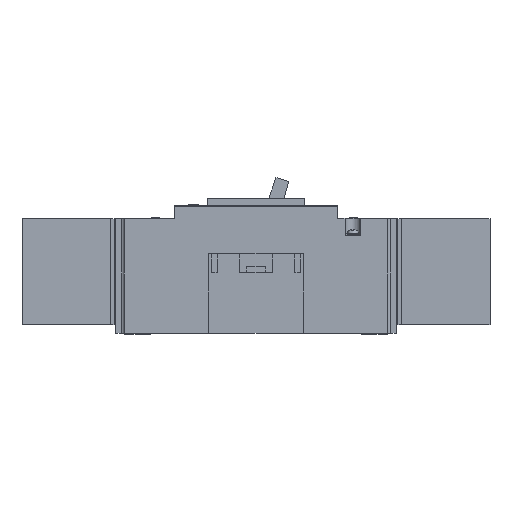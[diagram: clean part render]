
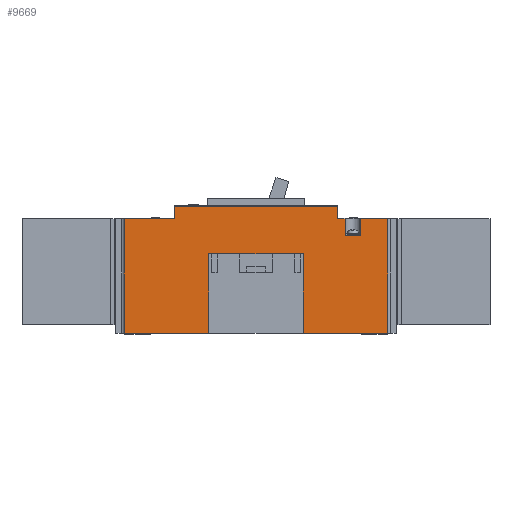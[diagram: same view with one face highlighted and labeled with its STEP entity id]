
A CAD part, top view. The second image highlights one B-rep face of the part: STEP entity #9669.
In plain terms, the highlighted planar face has unit normal (0, 0, 1).
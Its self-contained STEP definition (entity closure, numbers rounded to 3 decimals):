
#1497 = DIRECTION ( 'NONE',  ( 1., 0., 0. ) ) ;
#1937 = VERTEX_POINT ( 'NONE', #35943 ) ;
#2479 = ORIENTED_EDGE ( 'NONE', *, *, #14615, .T. ) ;
#3324 = CARTESIAN_POINT ( 'NONE',  ( 47.55, 52.1, 46. ) ) ;
#3356 = EDGE_CURVE ( 'NONE', #6057, #24230, #7539, .T. ) ;
#3590 = LINE ( 'NONE', #17088, #35210 ) ;
#3709 = DIRECTION ( 'NONE',  ( 0., -1., 0. ) ) ;
#4150 = ORIENTED_EDGE ( 'NONE', *, *, #30309, .T. ) ;
#4836 = VECTOR ( 'NONE', #17730, 1000. ) ;
#5147 = CARTESIAN_POINT ( 'NONE',  ( 43.55, 68., 46. ) ) ;
#5672 = AXIS2_PLACEMENT_3D ( 'NONE', #23472, #31787, #1497 ) ;
#6057 = VERTEX_POINT ( 'NONE', #21172 ) ;
#6156 = DIRECTION ( 'NONE',  ( 1., 0., 0. ) ) ;
#6361 = EDGE_CURVE ( 'NONE', #16282, #6057, #9313, .T. ) ;
#6553 = CARTESIAN_POINT ( 'NONE',  ( 43.75, 61.1, 46. ) ) ;
#6571 = ORIENTED_EDGE ( 'NONE', *, *, #31923, .T. ) ;
#6919 = CARTESIAN_POINT ( 'NONE',  ( 47.55, 61.3, 46. ) ) ;
#6943 = ORIENTED_EDGE ( 'NONE', *, *, #26057, .T. ) ;
#6978 = ORIENTED_EDGE ( 'NONE', *, *, #15130, .T. ) ;
#7425 = DIRECTION ( 'NONE',  ( 1., 0., 0. ) ) ;
#7539 = LINE ( 'NONE', #18442, #22022 ) ;
#7751 = VECTOR ( 'NONE', #19176, 1000. ) ;
#8029 = VERTEX_POINT ( 'NONE', #22188 ) ;
#8066 = CARTESIAN_POINT ( 'NONE',  ( 43.55, 67.8, 46. ) ) ;
#8252 = ORIENTED_EDGE ( 'NONE', *, *, #34272, .T. ) ;
#8284 = CARTESIAN_POINT ( 'NONE',  ( -43.55, 67.8, 46. ) ) ;
#8690 = VERTEX_POINT ( 'NONE', #21253 ) ;
#8885 = EDGE_CURVE ( 'NONE', #1937, #22100, #24927, .T. ) ;
#9313 = LINE ( 'NONE', #20563, #30703 ) ;
#9342 = DIRECTION ( 'NONE',  ( -1., 0., 0. ) ) ;
#9669 = ADVANCED_FACE ( 'NONE', ( #12223 ), #20528, .T. ) ;
#10172 = CARTESIAN_POINT ( 'NONE',  ( -70.4, -5.385, 46. ) ) ;
#10249 = LINE ( 'NONE', #18899, #18650 ) ;
#10871 = CARTESIAN_POINT ( 'NONE',  ( -25.2, 42.4, 46. ) ) ;
#10966 = EDGE_CURVE ( 'NONE', #30908, #21005, #36171, .T. ) ;
#10977 = DIRECTION ( 'NONE',  ( 0., -1., 0. ) ) ;
#11031 = LINE ( 'NONE', #10172, #17555 ) ;
#11991 = VERTEX_POINT ( 'NONE', #32621 ) ;
#12223 = FACE_OUTER_BOUND ( 'NONE', #23829, .T. ) ;
#12554 = VECTOR ( 'NONE', #10977, 1000. ) ;
#13112 = VECTOR ( 'NONE', #3709, 1000. ) ;
#13717 = CARTESIAN_POINT ( 'NONE',  ( -25.2, 0., 46. ) ) ;
#14350 = LINE ( 'NONE', #6553, #19893 ) ;
#14615 = EDGE_CURVE ( 'NONE', #17850, #21792, #14662, .T. ) ;
#14662 = LINE ( 'NONE', #17591, #15443 ) ;
#14910 = DIRECTION ( 'NONE',  ( 0., 1., 0. ) ) ;
#14923 = VECTOR ( 'NONE', #16091, 1000. ) ;
#15068 = DIRECTION ( 'NONE',  ( -1., 0., 0. ) ) ;
#15130 = EDGE_CURVE ( 'NONE', #27901, #25387, #29008, .T. ) ;
#15443 = VECTOR ( 'NONE', #6156, 1000. ) ;
#15618 = ORIENTED_EDGE ( 'NONE', *, *, #8885, .T. ) ;
#15679 = DIRECTION ( 'NONE',  ( -1., 0., 0. ) ) ;
#16091 = DIRECTION ( 'NONE',  ( 0., 1., 0. ) ) ;
#16282 = VERTEX_POINT ( 'NONE', #19224 ) ;
#16460 = LINE ( 'NONE', #6919, #21899 ) ;
#17088 = CARTESIAN_POINT ( 'NONE',  ( 55.75, 61.1, 46. ) ) ;
#17555 = VECTOR ( 'NONE', #21603, 1000. ) ;
#17591 = CARTESIAN_POINT ( 'NONE',  ( -75., 0., 46. ) ) ;
#17730 = DIRECTION ( 'NONE',  ( -1., 0., 0. ) ) ;
#17850 = VERTEX_POINT ( 'NONE', #36562 ) ;
#17950 = VECTOR ( 'NONE', #14910, 1000. ) ;
#18080 = ORIENTED_EDGE ( 'NONE', *, *, #25324, .T. ) ;
#18442 = CARTESIAN_POINT ( 'NONE',  ( 0., 52.1, 46. ) ) ;
#18559 = EDGE_CURVE ( 'NONE', #8690, #30908, #10249, .T. ) ;
#18650 = VECTOR ( 'NONE', #21489, 1000. ) ;
#18899 = CARTESIAN_POINT ( 'NONE',  ( 25.2, 0., 46. ) ) ;
#19176 = DIRECTION ( 'NONE',  ( -1., 0., 0. ) ) ;
#19224 = CARTESIAN_POINT ( 'NONE',  ( 55.95, 61.1, 46. ) ) ;
#19241 = DIRECTION ( 'NONE',  ( -1., 0., 0. ) ) ;
#19893 = VECTOR ( 'NONE', #15068, 1000. ) ;
#20514 = CARTESIAN_POINT ( 'NONE',  ( -43.75, 67.8, 46. ) ) ;
#20528 = PLANE ( 'NONE',  #5672 ) ;
#20563 = CARTESIAN_POINT ( 'NONE',  ( 55.95, 52.3, 46. ) ) ;
#20717 = CARTESIAN_POINT ( 'NONE',  ( -75., 0., 46. ) ) ;
#20765 = ORIENTED_EDGE ( 'NONE', *, *, #18559, .F. ) ;
#21005 = VERTEX_POINT ( 'NONE', #35462 ) ;
#21172 = CARTESIAN_POINT ( 'NONE',  ( 55.95, 52.1, 46. ) ) ;
#21253 = CARTESIAN_POINT ( 'NONE',  ( 25.2, 0., 46. ) ) ;
#21489 = DIRECTION ( 'NONE',  ( 0., 1., 0. ) ) ;
#21603 = DIRECTION ( 'NONE',  ( 0., 1., 0. ) ) ;
#21792 = VERTEX_POINT ( 'NONE', #13717 ) ;
#21899 = VECTOR ( 'NONE', #30676, 1000. ) ;
#22022 = VECTOR ( 'NONE', #15679, 1000. ) ;
#22100 = VERTEX_POINT ( 'NONE', #27511 ) ;
#22188 = CARTESIAN_POINT ( 'NONE',  ( 43.55, 61.1, 46. ) ) ;
#23472 = CARTESIAN_POINT ( 'NONE',  ( 0., 0., 46. ) ) ;
#23829 = EDGE_LOOP ( 'NONE', ( #15618, #24857, #31036, #24579, #24847, #18080, #6571, #6978, #4150, #6943, #33733, #2479, #34257, #26786, #20765, #8252 ) ) ;
#23845 = LINE ( 'NONE', #26614, #13112 ) ;
#24047 = LINE ( 'NONE', #20717, #35769 ) ;
#24230 = VERTEX_POINT ( 'NONE', #3324 ) ;
#24579 = ORIENTED_EDGE ( 'NONE', *, *, #3356, .T. ) ;
#24755 = LINE ( 'NONE', #36045, #26401 ) ;
#24847 = ORIENTED_EDGE ( 'NONE', *, *, #28939, .T. ) ;
#24857 = ORIENTED_EDGE ( 'NONE', *, *, #25307, .T. ) ;
#24927 = LINE ( 'NONE', #27522, #14923 ) ;
#24990 = LINE ( 'NONE', #27398, #12554 ) ;
#25151 = CARTESIAN_POINT ( 'NONE',  ( -43.55, 61.1, 46. ) ) ;
#25307 = EDGE_CURVE ( 'NONE', #22100, #16282, #3590, .T. ) ;
#25324 = EDGE_CURVE ( 'NONE', #27856, #8029, #14350, .T. ) ;
#25387 = VERTEX_POINT ( 'NONE', #8284 ) ;
#26057 = EDGE_CURVE ( 'NONE', #36375, #11991, #24755, .T. ) ;
#26401 = VECTOR ( 'NONE', #19241, 1000. ) ;
#26470 = EDGE_CURVE ( 'NONE', #17850, #11991, #11031, .T. ) ;
#26614 = CARTESIAN_POINT ( 'NONE',  ( -25.2, 0., 46. ) ) ;
#26786 = ORIENTED_EDGE ( 'NONE', *, *, #10966, .F. ) ;
#27398 = CARTESIAN_POINT ( 'NONE',  ( -43.55, 61.3, 46. ) ) ;
#27511 = CARTESIAN_POINT ( 'NONE',  ( 70.4, 61.1, 46. ) ) ;
#27522 = CARTESIAN_POINT ( 'NONE',  ( 70.4, -5.385, 46. ) ) ;
#27856 = VERTEX_POINT ( 'NONE', #31997 ) ;
#27901 = VERTEX_POINT ( 'NONE', #8066 ) ;
#28437 = CARTESIAN_POINT ( 'NONE',  ( 25.2, 42.4, 46. ) ) ;
#28939 = EDGE_CURVE ( 'NONE', #24230, #27856, #16460, .T. ) ;
#29008 = LINE ( 'NONE', #20514, #4836 ) ;
#29434 = EDGE_CURVE ( 'NONE', #21005, #21792, #23845, .T. ) ;
#30309 = EDGE_CURVE ( 'NONE', #25387, #36375, #24990, .T. ) ;
#30451 = LINE ( 'NONE', #5147, #17950 ) ;
#30676 = DIRECTION ( 'NONE',  ( 0., 1., 0. ) ) ;
#30703 = VECTOR ( 'NONE', #31819, 1000. ) ;
#30908 = VERTEX_POINT ( 'NONE', #28437 ) ;
#31036 = ORIENTED_EDGE ( 'NONE', *, *, #6361, .T. ) ;
#31787 = DIRECTION ( 'NONE',  ( 0., 0., 1. ) ) ;
#31819 = DIRECTION ( 'NONE',  ( 0., -1., 0. ) ) ;
#31923 = EDGE_CURVE ( 'NONE', #8029, #27901, #30451, .T. ) ;
#31997 = CARTESIAN_POINT ( 'NONE',  ( 47.55, 61.1, 46. ) ) ;
#32621 = CARTESIAN_POINT ( 'NONE',  ( -70.4, 61.1, 46. ) ) ;
#33733 = ORIENTED_EDGE ( 'NONE', *, *, #26470, .F. ) ;
#34257 = ORIENTED_EDGE ( 'NONE', *, *, #29434, .F. ) ;
#34272 = EDGE_CURVE ( 'NONE', #8690, #1937, #24047, .T. ) ;
#35210 = VECTOR ( 'NONE', #9342, 1000. ) ;
#35462 = CARTESIAN_POINT ( 'NONE',  ( -25.2, 42.4, 46. ) ) ;
#35769 = VECTOR ( 'NONE', #7425, 1000. ) ;
#35943 = CARTESIAN_POINT ( 'NONE',  ( 70.4, 0., 46. ) ) ;
#36045 = CARTESIAN_POINT ( 'NONE',  ( -70.4, 61.1, 46. ) ) ;
#36171 = LINE ( 'NONE', #10871, #7751 ) ;
#36375 = VERTEX_POINT ( 'NONE', #25151 ) ;
#36562 = CARTESIAN_POINT ( 'NONE',  ( -70.4, 0., 46. ) ) ;
